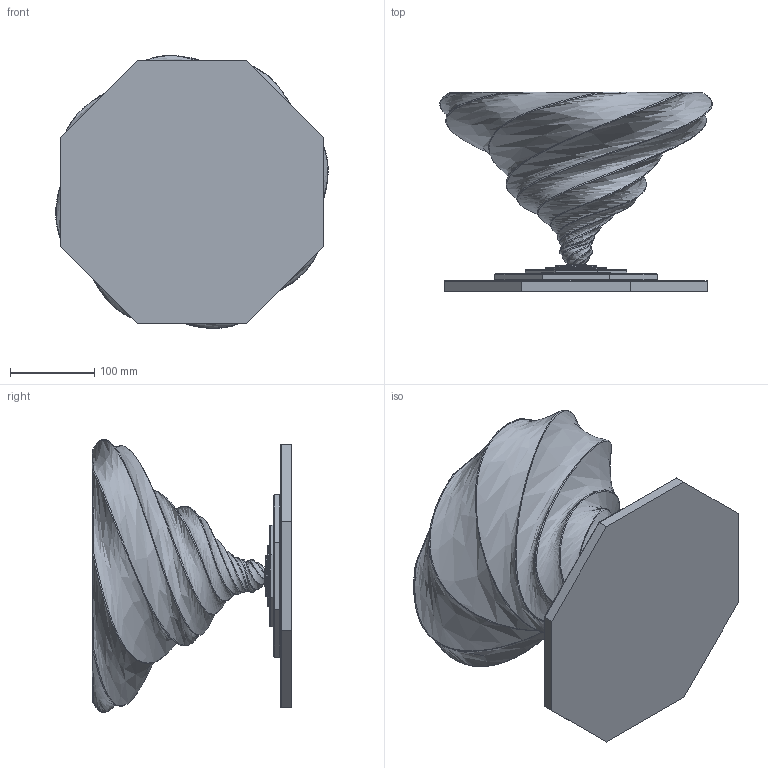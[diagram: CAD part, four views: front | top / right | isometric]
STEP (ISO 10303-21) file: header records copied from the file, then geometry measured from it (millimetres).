
FILE_DESCRIPTION(/* description */ ('STEP AP242','CAx-IF Rec.Pracs.---Representation and Presentation of Product Manufacturing Information (PMI)---4.0---2014-10-13','CAx-IF Rec.Pracs.---3D Tessellated Geometry---0.4---2014-09-14','2;1'),/* implementation_level */ '2;1');
FILE_NAME(/* name */ '65844c23cc4c125a016f8c95',/* time_stamp */ '2023-12-21T14:31:00Z',/* author */ (''),/* organization */ (''),/* preprocessor_version */ 'ST-DEVELOPER v19.4',/* originating_system */ ' ',/* authorisation */ ' ');
FILE_SCHEMA (('AP242_MANAGED_MODEL_BASED_3D_ENGINEERING_MIM_LF { 1 0 10303 442 1 1 4 }'));
Length unit declared in the file: metre
Products named in the file (42): SPIRAL
Bounding box: 324.1 x 237 x 324.87 mm (x, y, z)
Volume: 6081252.7 mm3; surface area: 436492.3 mm2
Topology: 1 solids, 1 shells, 156 faces, 403 edges, 297 vertices
Faces by surface type: cylinder 79, plane 41, bspline 24, sphere 8, torus 3, cone 1
Entity records: 19626 total; most frequent: CARTESIAN_POINT 14908, DIRECTION 789, ORIENTED_EDGE 718, EDGE_CURVE 359, AXIS2_PLACEMENT_3D 280, LINE 229, VECTOR 229, VERTEX_POINT 214
